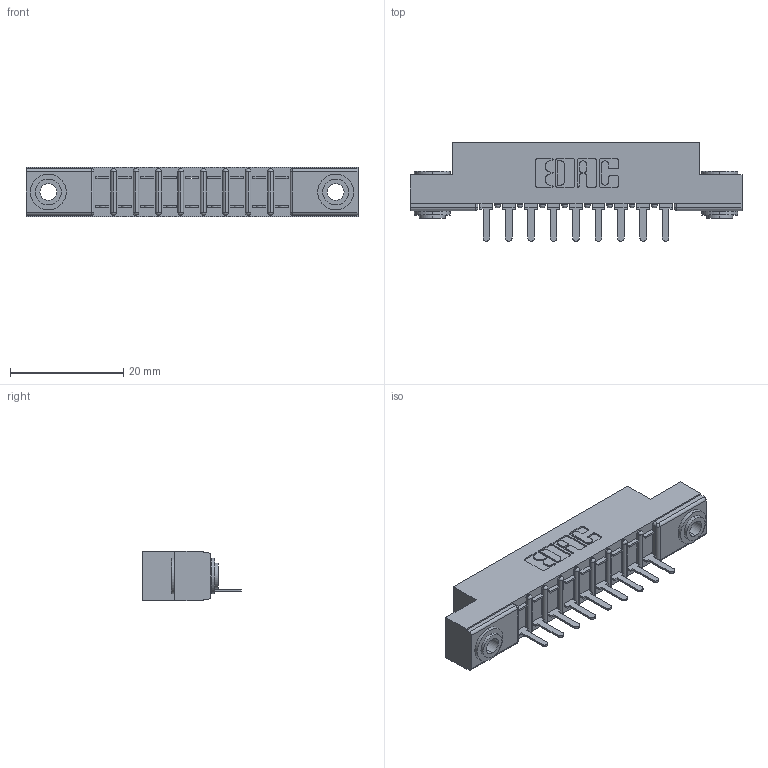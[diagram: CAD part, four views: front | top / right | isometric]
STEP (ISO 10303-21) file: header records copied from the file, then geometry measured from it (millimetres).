
FILE_DESCRIPTION (( 'STEP AP203' ), '1' );
FILE_NAME ('357-009-521-103.STEP', '2018-08-07T02:01:31', ( '' ), ( '' ), 'SwSTEP 2.0', 'SolidWorks 2016', '' );
FILE_SCHEMA (( 'CONFIG_CONTROL_DESIGN' ));
Length unit declared in the file: inch
Products named in the file (4): 345-250-002_345-250-002-102; 357-009-521-103; 307 Part_.156 Dia Mounting Holes; 307-290-002_521
Assembly tree (12 placements, depth 2):
  357-009-521-103
    307 Part_.156 Dia Mounting Holes
    307-290-002_521  x9
    345-250-002_345-250-002-102  x2
Bounding box: 58.67 x 17.42 x 8.71 mm (x, y, z)
Volume: 3868.6 mm3; surface area: 6562.8 mm2
Topology: 12 solids, 12 shells, 846 faces, 2523 edges, 1650 vertices
Faces by surface type: plane 499, cylinder 319, sphere 20, cone 8
Entity records: 13567 total; most frequent: CARTESIAN_POINT 2261, ORIENTED_EDGE 2242, DIRECTION 2227, EDGE_CURVE 1121, VECTOR 835, LINE 835, VERTEX_POINT 730, AXIS2_PLACEMENT_3D 696
